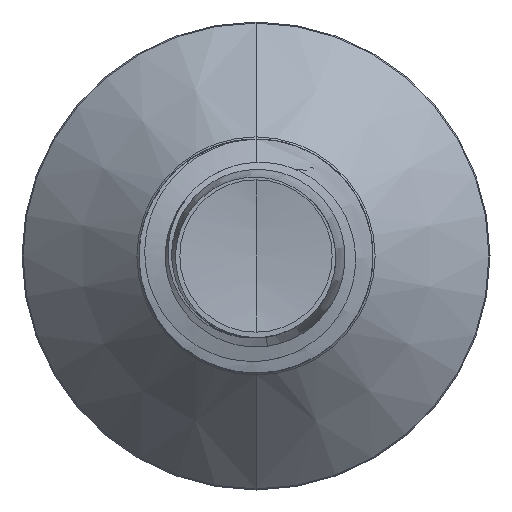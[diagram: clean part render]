
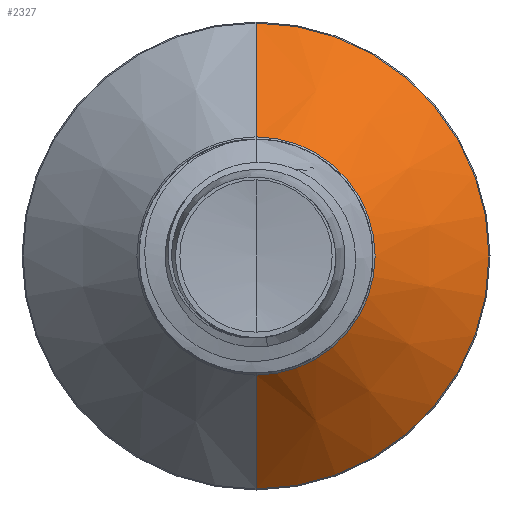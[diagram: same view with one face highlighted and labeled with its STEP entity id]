
A CAD part, front view. The second image highlights one B-rep face of the part: STEP entity #2327.
In plain terms, the highlighted conical face has half-angle 45 degrees and reference radius 1.782 mm.
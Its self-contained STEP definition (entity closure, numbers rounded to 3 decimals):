
#740 = CARTESIAN_POINT ( 'NONE',  ( 0., 11.632, -1.782 ) ) ;
#1933 = AXIS2_PLACEMENT_3D ( 'NONE', #28232, #8414, #26264 ) ;
#2056 = CARTESIAN_POINT ( 'NONE',  ( 0., 11.632, 0. ) ) ;
#2327 = ADVANCED_FACE ( 'NONE', ( #24006 ), #22499, .T. ) ;
#2902 = AXIS2_PLACEMENT_3D ( 'NONE', #12771, #30350, #15278 ) ;
#3308 = DIRECTION ( 'NONE',  ( 0., 0.707, -0.707 ) ) ;
#3365 = DIRECTION ( 'NONE',  ( 0., 0.707, 0.707 ) ) ;
#4616 = DIRECTION ( 'NONE',  ( 0., 0., 1. ) ) ;
#5534 = CIRCLE ( 'NONE', #2902, 3.485 ) ;
#6644 = CARTESIAN_POINT ( 'NONE',  ( 0., 13.335, -3.485 ) ) ;
#7303 = AXIS2_PLACEMENT_3D ( 'NONE', #2056, #19604, #4616 ) ;
#8414 = DIRECTION ( 'NONE',  ( 0., 1., 0. ) ) ;
#10203 = EDGE_LOOP ( 'NONE', ( #21633, #22045, #22369, #23208 ) ) ;
#10941 = VERTEX_POINT ( 'NONE', #18556 ) ;
#12771 = CARTESIAN_POINT ( 'NONE',  ( 0., 13.335, 0. ) ) ;
#13622 = CARTESIAN_POINT ( 'NONE',  ( 0., 13.335, 3.485 ) ) ;
#14857 = LINE ( 'NONE', #740, #18810 ) ;
#15278 = DIRECTION ( 'NONE',  ( 0., 0., 1. ) ) ;
#16433 = LINE ( 'NONE', #18361, #32216 ) ;
#17327 = CARTESIAN_POINT ( 'NONE',  ( 0., 11.632, -1.782 ) ) ;
#18361 = CARTESIAN_POINT ( 'NONE',  ( 0., 11.632, 1.782 ) ) ;
#18556 = CARTESIAN_POINT ( 'NONE',  ( 0., 11.632, 1.782 ) ) ;
#18810 = VECTOR ( 'NONE', #3308, 1000. ) ;
#19604 = DIRECTION ( 'NONE',  ( 0., 1., 0. ) ) ;
#21476 = EDGE_CURVE ( 'NONE', #21805, #26329, #14857, .T. ) ;
#21633 = ORIENTED_EDGE ( 'NONE', *, *, #29914, .T. ) ;
#21805 = VERTEX_POINT ( 'NONE', #17327 ) ;
#22045 = ORIENTED_EDGE ( 'NONE', *, *, #21476, .T. ) ;
#22369 = ORIENTED_EDGE ( 'NONE', *, *, #27462, .F. ) ;
#22499 = CONICAL_SURFACE ( 'NONE', #1933, 1.782, 0.785 ) ;
#23208 = ORIENTED_EDGE ( 'NONE', *, *, #32243, .F. ) ;
#24006 = FACE_OUTER_BOUND ( 'NONE', #10203, .T. ) ;
#26264 = DIRECTION ( 'NONE',  ( 0., 0., 1. ) ) ;
#26329 = VERTEX_POINT ( 'NONE', #6644 ) ;
#26684 = CIRCLE ( 'NONE', #7303, 1.782 ) ;
#27462 = EDGE_CURVE ( 'NONE', #27962, #26329, #5534, .T. ) ;
#27962 = VERTEX_POINT ( 'NONE', #13622 ) ;
#28232 = CARTESIAN_POINT ( 'NONE',  ( 0., 11.632, 0. ) ) ;
#29914 = EDGE_CURVE ( 'NONE', #10941, #21805, #26684, .T. ) ;
#30350 = DIRECTION ( 'NONE',  ( 0., 1., 0. ) ) ;
#32216 = VECTOR ( 'NONE', #3365, 1000. ) ;
#32243 = EDGE_CURVE ( 'NONE', #10941, #27962, #16433, .T. ) ;
